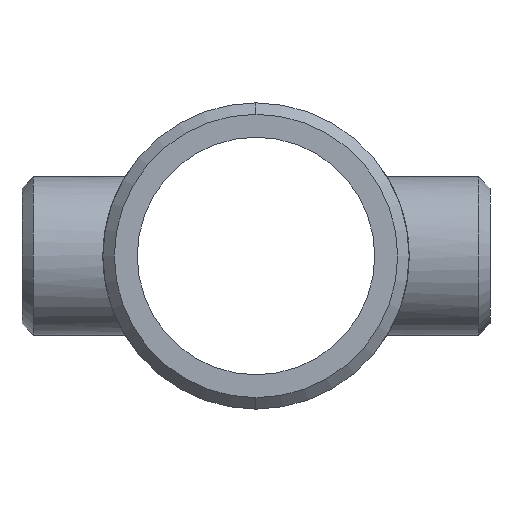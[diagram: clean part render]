
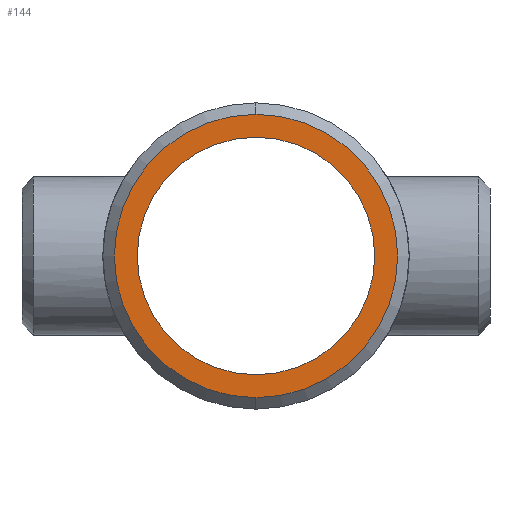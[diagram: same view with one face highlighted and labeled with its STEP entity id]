
A CAD part, left-side view. The second image highlights one B-rep face of the part: STEP entity #144.
In plain terms, the highlighted planar face has unit normal (-1, 0, 0).
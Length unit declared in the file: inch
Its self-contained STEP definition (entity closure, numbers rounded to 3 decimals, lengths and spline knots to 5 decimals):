
#123 = CARTESIAN_POINT ( 'NONE',  ( -4.88, 0., -2.57317 ) ) ;
#127 = VERTEX_POINT ( 'NONE', #1089 ) ;
#144 = ADVANCED_FACE ( 'NONE', ( #1107, #515 ), #337, .T. ) ;
#145 = DIRECTION ( 'NONE',  ( 0., 0., 1. ) ) ;
#208 = ORIENTED_EDGE ( 'NONE', *, *, #441, .T. ) ;
#227 = CARTESIAN_POINT ( 'NONE',  ( -4.88, 0., 0. ) ) ;
#294 = VERTEX_POINT ( 'NONE', #710 ) ;
#323 = DIRECTION ( 'NONE',  ( 1., 0., 0. ) ) ;
#337 = PLANE ( 'NONE',  #649 ) ;
#368 = EDGE_CURVE ( 'NONE', #1214, #294, #813, .T. ) ;
#417 = CARTESIAN_POINT ( 'NONE',  ( -4.88, 0., 0. ) ) ;
#441 = EDGE_CURVE ( 'NONE', #294, #1214, #974, .T. ) ;
#449 = ORIENTED_EDGE ( 'NONE', *, *, #636, .T. ) ;
#471 = CIRCLE ( 'NONE', #1081, 2.57317 ) ;
#492 = ORIENTED_EDGE ( 'NONE', *, *, #1142, .T. ) ;
#515 = FACE_BOUND ( 'NONE', #689, .T. ) ;
#538 = DIRECTION ( 'NONE',  ( 0., 0., 1. ) ) ;
#580 = ORIENTED_EDGE ( 'NONE', *, *, #368, .T. ) ;
#597 = DIRECTION ( 'NONE',  ( 0., 0., -1. ) ) ;
#636 = EDGE_CURVE ( 'NONE', #685, #127, #909, .T. ) ;
#649 = AXIS2_PLACEMENT_3D ( 'NONE', #227, #994, #597 ) ;
#685 = VERTEX_POINT ( 'NONE', #123 ) ;
#689 = EDGE_LOOP ( 'NONE', ( #208, #580 ) ) ;
#710 = CARTESIAN_POINT ( 'NONE',  ( -4.88, 0., 2.1565 ) ) ;
#728 = CARTESIAN_POINT ( 'NONE',  ( -4.88, 0., 0. ) ) ;
#813 = CIRCLE ( 'NONE', #1138, 2.1565 ) ;
#862 = DIRECTION ( 'NONE',  ( 0., 0., 1. ) ) ;
#870 = CARTESIAN_POINT ( 'NONE',  ( -4.88, 0., 0. ) ) ;
#873 = CARTESIAN_POINT ( 'NONE',  ( -4.88, 0., 0. ) ) ;
#909 = CIRCLE ( 'NONE', #1001, 2.57317 ) ;
#974 = CIRCLE ( 'NONE', #1012, 2.1565 ) ;
#994 = DIRECTION ( 'NONE',  ( -1., 0., 0. ) ) ;
#1001 = AXIS2_PLACEMENT_3D ( 'NONE', #873, #1149, #862 ) ;
#1012 = AXIS2_PLACEMENT_3D ( 'NONE', #870, #1152, #1061 ) ;
#1029 = DIRECTION ( 'NONE',  ( -1., 0., 0. ) ) ;
#1046 = EDGE_LOOP ( 'NONE', ( #449, #492 ) ) ;
#1061 = DIRECTION ( 'NONE',  ( 0., 0., 1. ) ) ;
#1081 = AXIS2_PLACEMENT_3D ( 'NONE', #728, #1029, #538 ) ;
#1089 = CARTESIAN_POINT ( 'NONE',  ( -4.88, 0., 2.57317 ) ) ;
#1107 = FACE_OUTER_BOUND ( 'NONE', #1046, .T. ) ;
#1138 = AXIS2_PLACEMENT_3D ( 'NONE', #417, #323, #145 ) ;
#1142 = EDGE_CURVE ( 'NONE', #127, #685, #471, .T. ) ;
#1149 = DIRECTION ( 'NONE',  ( -1., 0., 0. ) ) ;
#1152 = DIRECTION ( 'NONE',  ( 1., 0., 0. ) ) ;
#1214 = VERTEX_POINT ( 'NONE', #1216 ) ;
#1216 = CARTESIAN_POINT ( 'NONE',  ( -4.88, 0., -2.1565 ) ) ;
